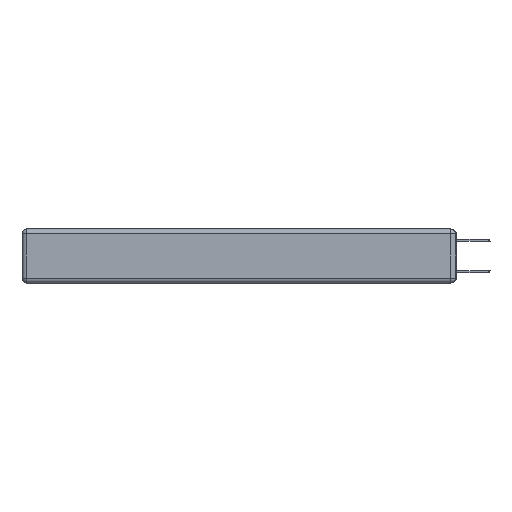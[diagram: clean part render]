
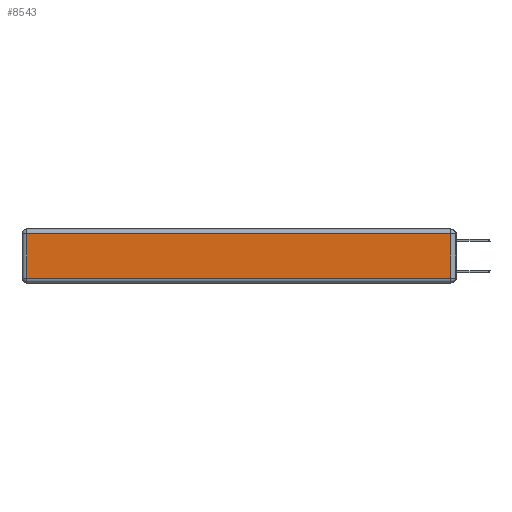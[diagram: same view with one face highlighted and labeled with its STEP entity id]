
A CAD part, left-side view. The second image highlights one B-rep face of the part: STEP entity #8543.
In plain terms, the highlighted planar face has unit normal (-1, 0, 0).
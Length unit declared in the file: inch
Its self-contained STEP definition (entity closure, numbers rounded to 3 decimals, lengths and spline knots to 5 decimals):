
#82 = EDGE_CURVE ( 'NONE', #18587, #20430, #20887, .T. ) ;
#1691 = LINE ( 'NONE', #5881, #15716 ) ;
#1848 = DIRECTION ( 'NONE',  ( 0., -1., 0. ) ) ;
#2146 = EDGE_CURVE ( 'NONE', #18158, #18587, #19912, .T. ) ;
#2958 = CARTESIAN_POINT ( 'NONE',  ( 0., 2.75, -0.03 ) ) ;
#3118 = DIRECTION ( 'NONE',  ( 0., 0., -1. ) ) ;
#3487 = CARTESIAN_POINT ( 'NONE',  ( 0., 0., -0.343 ) ) ;
#4012 = CARTESIAN_POINT ( 'NONE',  ( 0., 0.03, -0.343 ) ) ;
#4522 = ORIENTED_EDGE ( 'NONE', *, *, #2146, .T. ) ;
#5457 = LINE ( 'NONE', #8561, #18273 ) ;
#5881 = CARTESIAN_POINT ( 'NONE',  ( 0., 0., -0.313 ) ) ;
#6651 = CARTESIAN_POINT ( 'NONE',  ( 0., 2.72, -0.313 ) ) ;
#7047 = ORIENTED_EDGE ( 'NONE', *, *, #21271, .T. ) ;
#7151 = VERTEX_POINT ( 'NONE', #6651 ) ;
#7284 = CARTESIAN_POINT ( 'NONE',  ( 0., 0.03, -0.313 ) ) ;
#8543 = ADVANCED_FACE ( 'NONE', ( #13074 ), #12984, .T. ) ;
#8561 = CARTESIAN_POINT ( 'NONE',  ( 0., 2.72, -0.343 ) ) ;
#9726 = AXIS2_PLACEMENT_3D ( 'NONE', #3487, #16823, #14992 ) ;
#9746 = VECTOR ( 'NONE', #13350, 39.37008 ) ;
#11502 = EDGE_CURVE ( 'NONE', #7151, #18158, #1691, .T. ) ;
#12984 = PLANE ( 'NONE',  #9726 ) ;
#13074 = FACE_OUTER_BOUND ( 'NONE', #23219, .T. ) ;
#13350 = DIRECTION ( 'NONE',  ( 0., 0., 1. ) ) ;
#14992 = DIRECTION ( 'NONE',  ( 0., 0., 1. ) ) ;
#15669 = CARTESIAN_POINT ( 'NONE',  ( 0., 2.72, -0.03 ) ) ;
#15716 = VECTOR ( 'NONE', #1848, 39.37008 ) ;
#16823 = DIRECTION ( 'NONE',  ( -1., 0., 0. ) ) ;
#16984 = ORIENTED_EDGE ( 'NONE', *, *, #82, .T. ) ;
#18158 = VERTEX_POINT ( 'NONE', #7284 ) ;
#18273 = VECTOR ( 'NONE', #3118, 39.37008 ) ;
#18587 = VERTEX_POINT ( 'NONE', #24385 ) ;
#19912 = LINE ( 'NONE', #4012, #9746 ) ;
#20159 = DIRECTION ( 'NONE',  ( 0., 1., 0. ) ) ;
#20430 = VERTEX_POINT ( 'NONE', #15669 ) ;
#20688 = ORIENTED_EDGE ( 'NONE', *, *, #11502, .T. ) ;
#20887 = LINE ( 'NONE', #2958, #21799 ) ;
#21271 = EDGE_CURVE ( 'NONE', #20430, #7151, #5457, .T. ) ;
#21799 = VECTOR ( 'NONE', #20159, 39.37008 ) ;
#23219 = EDGE_LOOP ( 'NONE', ( #20688, #4522, #16984, #7047 ) ) ;
#24385 = CARTESIAN_POINT ( 'NONE',  ( 0., 0.03, -0.03 ) ) ;
